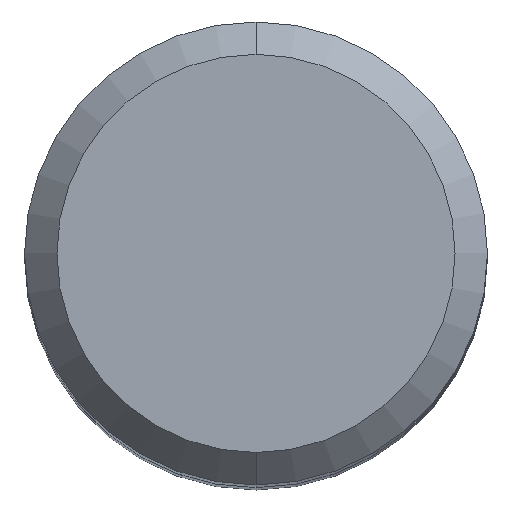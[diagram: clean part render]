
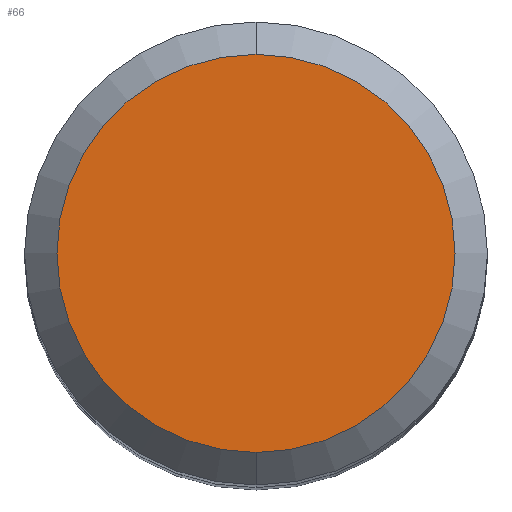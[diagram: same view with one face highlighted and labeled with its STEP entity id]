
A CAD part, top view. The second image highlights one B-rep face of the part: STEP entity #66.
In plain terms, the highlighted planar face has unit normal (0, 0, 1).
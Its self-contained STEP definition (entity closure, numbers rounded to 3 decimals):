
#66=ADVANCED_FACE('',(#139),#140,.T.);
#139=FACE_OUTER_BOUND('',#219,.T.);
#140=PLANE('',#220);
#219=EDGE_LOOP('',(#320,#321));
#220=AXIS2_PLACEMENT_3D('',#322,#323,#324);
#320=ORIENTED_EDGE('',*,*,#411,.F.);
#321=ORIENTED_EDGE('',*,*,#415,.F.);
#322=CARTESIAN_POINT('',(0.,4.3,50.));
#323=DIRECTION('',(0.,0.,1.0));
#324=DIRECTION('',(0.,-1.0,0.));
#411=EDGE_CURVE('',#482,#484,#485,.T.);
#415=EDGE_CURVE('',#484,#482,#489,.T.);
#482=VERTEX_POINT('',#557);
#484=VERTEX_POINT('',#560);
#485=CIRCLE('',#561,8.6);
#489=CIRCLE('',#566,8.6);
#557=CARTESIAN_POINT('',(0.,8.6,50.));
#560=CARTESIAN_POINT('',(0.,-8.6,50.));
#561=AXIS2_PLACEMENT_3D('',#622,#623,#624);
#566=AXIS2_PLACEMENT_3D('',#629,#630,#631);
#622=CARTESIAN_POINT('',(0.,0.0,50.));
#623=DIRECTION('',(0.,0.0,-1.0));
#624=DIRECTION('',(0.0,1.0,0.0));
#629=CARTESIAN_POINT('',(0.,0.0,50.));
#630=DIRECTION('',(0.,0.0,-1.0));
#631=DIRECTION('',(0.0,1.0,0.0));
